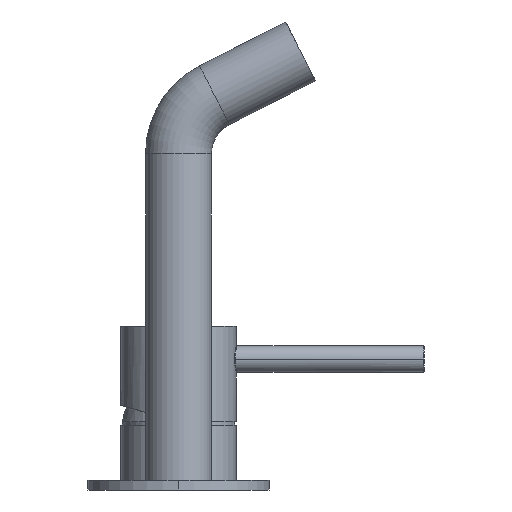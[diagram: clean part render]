
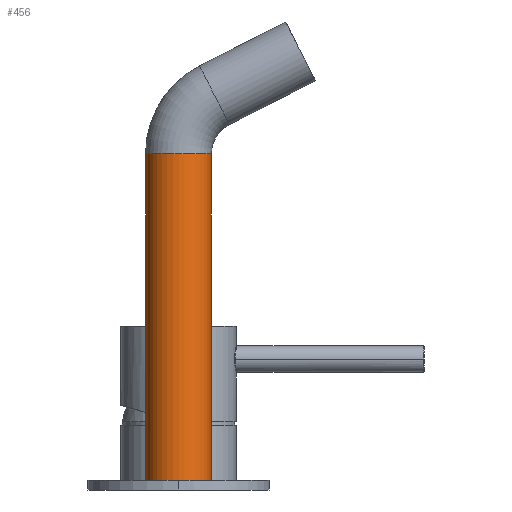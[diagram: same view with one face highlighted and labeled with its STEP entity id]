
A CAD part, left-side view. The second image highlights one B-rep face of the part: STEP entity #456.
In plain terms, the highlighted cylindrical face has radius 10 mm (diameter 20 mm), a partial arc.
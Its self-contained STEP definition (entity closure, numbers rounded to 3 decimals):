
#140 = EDGE_CURVE ( 'NONE', #1652, #626, #2473, .T. ) ;
#151 = LINE ( 'NONE', #922, #365 ) ;
#276 = ORIENTED_EDGE ( 'NONE', *, *, #530, .F. ) ;
#282 = DIRECTION ( 'NONE',  ( 1., 0., 0. ) ) ;
#315 = CARTESIAN_POINT ( 'NONE',  ( 0., 0., 0. ) ) ;
#325 = DIRECTION ( 'NONE',  ( 1., 0., 0. ) ) ;
#338 = EDGE_CURVE ( 'NONE', #1652, #2312, #1709, .T. ) ;
#342 = CARTESIAN_POINT ( 'NONE',  ( 0., -10., 0. ) ) ;
#365 = VECTOR ( 'NONE', #1707, 1000. ) ;
#456 = ADVANCED_FACE ( 'NONE', ( #1567 ), #1184, .T. ) ;
#530 = EDGE_CURVE ( 'NONE', #2312, #1629, #918, .T. ) ;
#626 = VERTEX_POINT ( 'NONE', #342 ) ;
#629 = EDGE_LOOP ( 'NONE', ( #1990, #2173, #1018, #276 ) ) ;
#754 = AXIS2_PLACEMENT_3D ( 'NONE', #315, #2397, #325 ) ;
#918 = CIRCLE ( 'NONE', #2443, 10. ) ;
#922 = CARTESIAN_POINT ( 'NONE',  ( 0., -10., 0. ) ) ;
#994 = VECTOR ( 'NONE', #2125, 1000. ) ;
#999 = DIRECTION ( 'NONE',  ( 0., 0., 1. ) ) ;
#1018 = ORIENTED_EDGE ( 'NONE', *, *, #2053, .T. ) ;
#1184 = CYLINDRICAL_SURFACE ( 'NONE', #1676, 10. ) ;
#1253 = CARTESIAN_POINT ( 'NONE',  ( 0., 10., 98.892 ) ) ;
#1375 = CARTESIAN_POINT ( 'NONE',  ( 0., 0., 0. ) ) ;
#1488 = CARTESIAN_POINT ( 'NONE',  ( 0., -10., 98.892 ) ) ;
#1567 = FACE_OUTER_BOUND ( 'NONE', #629, .T. ) ;
#1629 = VERTEX_POINT ( 'NONE', #1488 ) ;
#1631 = DIRECTION ( 'NONE',  ( 0., 0., 1. ) ) ;
#1652 = VERTEX_POINT ( 'NONE', #1886 ) ;
#1676 = AXIS2_PLACEMENT_3D ( 'NONE', #1375, #999, #1772 ) ;
#1707 = DIRECTION ( 'NONE',  ( 0., 0., 1. ) ) ;
#1709 = LINE ( 'NONE', #2287, #994 ) ;
#1772 = DIRECTION ( 'NONE',  ( 0., -1., 0. ) ) ;
#1818 = CARTESIAN_POINT ( 'NONE',  ( 0., 0., 98.892 ) ) ;
#1886 = CARTESIAN_POINT ( 'NONE',  ( 0., 10., 0. ) ) ;
#1990 = ORIENTED_EDGE ( 'NONE', *, *, #338, .F. ) ;
#2053 = EDGE_CURVE ( 'NONE', #626, #1629, #151, .T. ) ;
#2125 = DIRECTION ( 'NONE',  ( 0., 0., 1. ) ) ;
#2173 = ORIENTED_EDGE ( 'NONE', *, *, #140, .T. ) ;
#2287 = CARTESIAN_POINT ( 'NONE',  ( 0., 10., 0. ) ) ;
#2312 = VERTEX_POINT ( 'NONE', #1253 ) ;
#2397 = DIRECTION ( 'NONE',  ( 0., 0., 1. ) ) ;
#2443 = AXIS2_PLACEMENT_3D ( 'NONE', #1818, #1631, #282 ) ;
#2473 = CIRCLE ( 'NONE', #754, 10. ) ;
